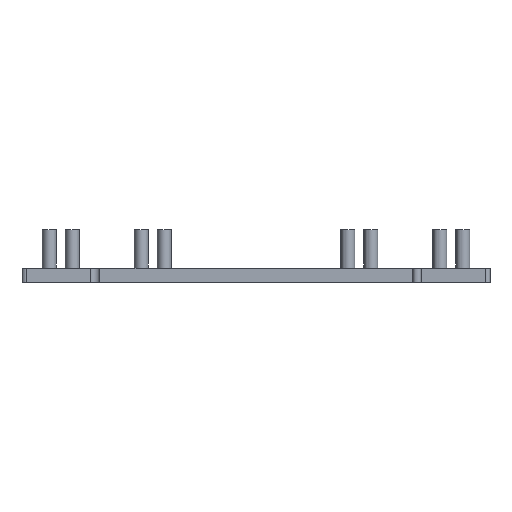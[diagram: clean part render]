
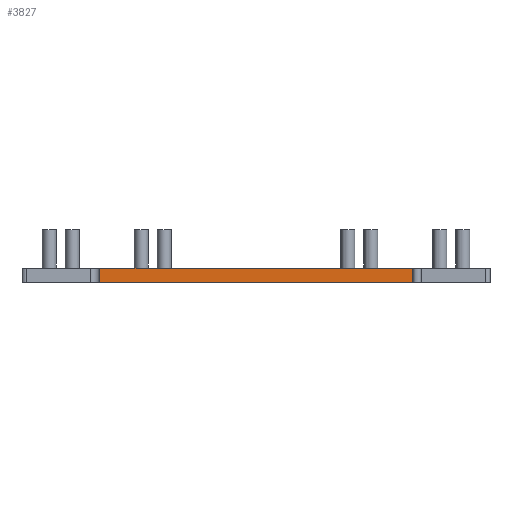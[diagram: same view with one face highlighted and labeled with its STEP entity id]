
A CAD part, left-side view. The second image highlights one B-rep face of the part: STEP entity #3827.
In plain terms, the highlighted planar face has unit normal (-1, 0, 0).
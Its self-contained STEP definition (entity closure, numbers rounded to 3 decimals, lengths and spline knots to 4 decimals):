
#3827=ADVANCED_FACE('',(#9667),#7192,.T.);
#7192=PLANE('',#69404);
#9667=FACE_OUTER_BOUND('',#12935,.T.);
#12935=EDGE_LOOP('',(#17275,#17276,#17277,#17278));
#17275=ORIENTED_EDGE('',*,*,#43502,.T.);
#17276=ORIENTED_EDGE('',*,*,#43501,.T.);
#17277=ORIENTED_EDGE('',*,*,#43503,.F.);
#17278=ORIENTED_EDGE('',*,*,#43504,.F.);
#36903=VERTEX_POINT('',#92871);
#36904=VERTEX_POINT('',#92873);
#36905=VERTEX_POINT('',#92877);
#36906=VERTEX_POINT('',#92879);
#43501=EDGE_CURVE('',#36903,#36904,#53315,.T.);
#43502=EDGE_CURVE('',#36905,#36903,#53316,.T.);
#43503=EDGE_CURVE('',#36906,#36904,#53317,.T.);
#43504=EDGE_CURVE('',#36905,#36906,#53318,.T.);
#53315=LINE('',#92874,#61359);
#53316=LINE('',#92876,#61360);
#53317=LINE('',#92878,#61361);
#53318=LINE('',#92880,#61362);
#61359=VECTOR('',#74550,1.);
#61360=VECTOR('',#74553,1.);
#61361=VECTOR('',#74554,1.);
#61362=VECTOR('',#74555,1.);
#69404=AXIS2_PLACEMENT_3D('',#92881,#74556,#74557);
#74550=DIRECTION('',(0.,0.,-1.));
#74553=DIRECTION('',(0.,1.,0.));
#74554=DIRECTION('',(0.,1.,0.));
#74555=DIRECTION('',(0.,0.,-1.));
#74556=DIRECTION('',(-1.,0.,0.));
#74557=DIRECTION('',(0.,0.,1.));
#92871=CARTESIAN_POINT('',(-7.4772,5.293,0.));
#92873=CARTESIAN_POINT('',(-7.4772,5.293,-0.375));
#92874=CARTESIAN_POINT('',(-7.4772,5.293,-0.375));
#92876=CARTESIAN_POINT('',(-7.4772,5.293,0.));
#92877=CARTESIAN_POINT('',(-7.4772,-2.873,0.));
#92878=CARTESIAN_POINT('',(-7.4772,5.293,-0.375));
#92879=CARTESIAN_POINT('',(-7.4772,-2.873,-0.375));
#92880=CARTESIAN_POINT('',(-7.4772,-2.873,-0.375));
#92881=CARTESIAN_POINT('',(-7.4772,5.293,-0.375));
